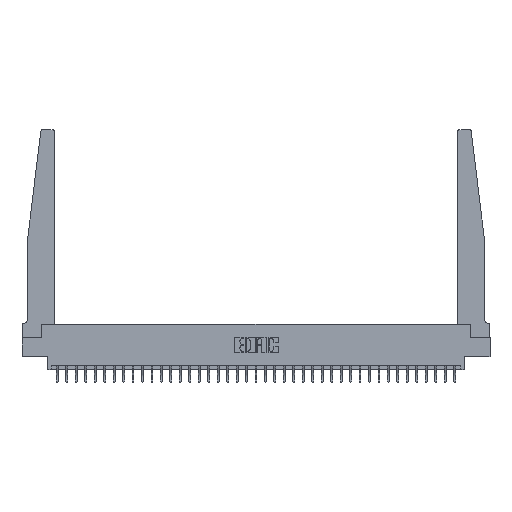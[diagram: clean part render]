
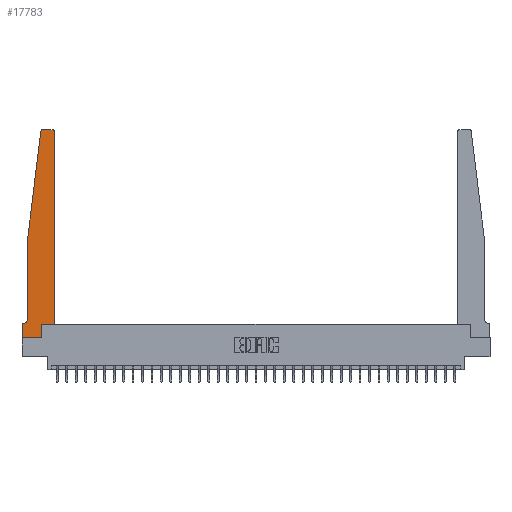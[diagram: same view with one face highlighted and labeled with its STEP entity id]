
A CAD part, top view. The second image highlights one B-rep face of the part: STEP entity #17783.
In plain terms, the highlighted planar face has unit normal (0, 0, 1).
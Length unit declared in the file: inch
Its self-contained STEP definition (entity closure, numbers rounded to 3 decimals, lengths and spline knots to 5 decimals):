
#201 = ORIENTED_EDGE ( 'NONE', *, *, #16574, .T. ) ;
#575 = DIRECTION ( 'NONE',  ( 0., 1., 0. ) ) ;
#1039 = DIRECTION ( 'NONE',  ( -1., 0., 0. ) ) ;
#1309 = CIRCLE ( 'NONE', #26232, 0.05 ) ;
#1709 = VECTOR ( 'NONE', #575, 39.37008 ) ;
#2458 = DIRECTION ( 'NONE',  ( 0., 1., 0. ) ) ;
#3438 = ORIENTED_EDGE ( 'NONE', *, *, #30925, .T. ) ;
#4747 = EDGE_CURVE ( 'NONE', #5947, #10695, #10911, .T. ) ;
#5062 = CARTESIAN_POINT ( 'NONE',  ( 0.015, 0.2375, 0.37 ) ) ;
#5107 = CARTESIAN_POINT ( 'NONE',  ( 0., 0., 0.37 ) ) ;
#5947 = VERTEX_POINT ( 'NONE', #17840 ) ;
#6178 = EDGE_LOOP ( 'NONE', ( #12067, #18818, #25115, #3438, #17456, #24610, #6503, #30723, #13742, #201, #20073, #7022 ) ) ;
#6279 = CARTESIAN_POINT ( 'NONE',  ( 0.065, 1.25, 0.37 ) ) ;
#6503 = ORIENTED_EDGE ( 'NONE', *, *, #4747, .T. ) ;
#6850 = CARTESIAN_POINT ( 'NONE',  ( 0.395, 2.75, 0.37 ) ) ;
#7022 = ORIENTED_EDGE ( 'NONE', *, *, #18688, .T. ) ;
#7227 = CARTESIAN_POINT ( 'NONE',  ( 0.065, 0.1875, 0.37 ) ) ;
#7236 = VECTOR ( 'NONE', #2458, 39.37008 ) ;
#7660 = DIRECTION ( 'NONE',  ( -1., 0., 0. ) ) ;
#8427 = CARTESIAN_POINT ( 'NONE',  ( 0.015, 0.1875, 0.37 ) ) ;
#8499 = CARTESIAN_POINT ( 'NONE',  ( 0.425, 0.18, 0.37 ) ) ;
#8629 = DIRECTION ( 'NONE',  ( 0., -1., 0. ) ) ;
#8842 = AXIS2_PLACEMENT_3D ( 'NONE', #13789, #31459, #16340 ) ;
#9289 = CARTESIAN_POINT ( 'NONE',  ( 0.2605, 0., 0.37 ) ) ;
#9469 = LINE ( 'NONE', #13528, #1709 ) ;
#9971 = CARTESIAN_POINT ( 'NONE',  ( 0.065, 1.25, 0.37 ) ) ;
#10073 = FACE_OUTER_BOUND ( 'NONE', #6178, .T. ) ;
#10695 = VERTEX_POINT ( 'NONE', #14495 ) ;
#10807 = CARTESIAN_POINT ( 'NONE',  ( 0.27653, 2.72, 0.37 ) ) ;
#10911 = LINE ( 'NONE', #14846, #30321 ) ;
#11580 = CARTESIAN_POINT ( 'NONE',  ( 0.425, 0.18, 0.37 ) ) ;
#12067 = ORIENTED_EDGE ( 'NONE', *, *, #19313, .T. ) ;
#12560 = DIRECTION ( 'NONE',  ( -0.122, -0.992, 0. ) ) ;
#12632 = PLANE ( 'NONE',  #22671 ) ;
#13141 = AXIS2_PLACEMENT_3D ( 'NONE', #10807, #28501, #13367 ) ;
#13216 = VECTOR ( 'NONE', #1039, 39.37008 ) ;
#13324 = LINE ( 'NONE', #26396, #14938 ) ;
#13357 = EDGE_CURVE ( 'NONE', #28163, #24917, #1309, .T. ) ;
#13367 = DIRECTION ( 'NONE',  ( 1., 0., 0. ) ) ;
#13528 = CARTESIAN_POINT ( 'NONE',  ( 0.2605, 0.18, 0.37 ) ) ;
#13556 = EDGE_CURVE ( 'NONE', #32466, #27049, #9469, .T. ) ;
#13742 = ORIENTED_EDGE ( 'NONE', *, *, #13556, .T. ) ;
#13789 = CARTESIAN_POINT ( 'NONE',  ( 0.395, 2.72, 0.37 ) ) ;
#14495 = CARTESIAN_POINT ( 'NONE',  ( 0., 0., 0.37 ) ) ;
#14846 = CARTESIAN_POINT ( 'NONE',  ( 0., 0., 0.37 ) ) ;
#14938 = VECTOR ( 'NONE', #8629, 39.37008 ) ;
#15200 = CARTESIAN_POINT ( 'NONE',  ( 0., 0.1875, 0.37 ) ) ;
#15531 = VECTOR ( 'NONE', #25388, 39.37008 ) ;
#15725 = CARTESIAN_POINT ( 'NONE',  ( 0.065, 0.2375, 0.37 ) ) ;
#15901 = CARTESIAN_POINT ( 'NONE',  ( 0.2605, 0.18, 0.37 ) ) ;
#16340 = DIRECTION ( 'NONE',  ( 1., 0., 0. ) ) ;
#16574 = EDGE_CURVE ( 'NONE', #27049, #16707, #24818, .T. ) ;
#16707 = VERTEX_POINT ( 'NONE', #11580 ) ;
#17456 = ORIENTED_EDGE ( 'NONE', *, *, #13357, .T. ) ;
#17706 = DIRECTION ( 'NONE',  ( 1., 0., 0. ) ) ;
#17783 = ADVANCED_FACE ( 'NONE', ( #10073 ), #12632, .T. ) ;
#17840 = CARTESIAN_POINT ( 'NONE',  ( 0., 0.1875, 0.37 ) ) ;
#17889 = LINE ( 'NONE', #5107, #15531 ) ;
#18243 = VECTOR ( 'NONE', #12560, 39.37008 ) ;
#18335 = VERTEX_POINT ( 'NONE', #19994 ) ;
#18688 = EDGE_CURVE ( 'NONE', #19816, #20369, #25059, .T. ) ;
#18818 = ORIENTED_EDGE ( 'NONE', *, *, #28992, .T. ) ;
#19313 = EDGE_CURVE ( 'NONE', #20369, #22704, #20715, .T. ) ;
#19816 = VERTEX_POINT ( 'NONE', #25116 ) ;
#19994 = CARTESIAN_POINT ( 'NONE',  ( 0.24675, 2.72367, 0.37 ) ) ;
#20073 = ORIENTED_EDGE ( 'NONE', *, *, #31354, .T. ) ;
#20369 = VERTEX_POINT ( 'NONE', #6850 ) ;
#20599 = LINE ( 'NONE', #7227, #25737 ) ;
#20715 = LINE ( 'NONE', #31636, #13216 ) ;
#22671 = AXIS2_PLACEMENT_3D ( 'NONE', #15200, #32842, #17706 ) ;
#22704 = VERTEX_POINT ( 'NONE', #27987 ) ;
#22906 = DIRECTION ( 'NONE',  ( 0., 0., -1. ) ) ;
#24610 = ORIENTED_EDGE ( 'NONE', *, *, #27499, .T. ) ;
#24818 = LINE ( 'NONE', #8499, #30744 ) ;
#24867 = DIRECTION ( 'NONE',  ( 0., -1., 0. ) ) ;
#24917 = VERTEX_POINT ( 'NONE', #8427 ) ;
#25059 = CIRCLE ( 'NONE', #8842, 0.03 ) ;
#25115 = ORIENTED_EDGE ( 'NONE', *, *, #27549, .T. ) ;
#25116 = CARTESIAN_POINT ( 'NONE',  ( 0.425, 2.72, 0.37 ) ) ;
#25306 = CIRCLE ( 'NONE', #13141, 0.03 ) ;
#25388 = DIRECTION ( 'NONE',  ( 1., 0., 0. ) ) ;
#25737 = VECTOR ( 'NONE', #27587, 39.37008 ) ;
#26232 = AXIS2_PLACEMENT_3D ( 'NONE', #5062, #22906, #7660 ) ;
#26396 = CARTESIAN_POINT ( 'NONE',  ( 0.065, 1.25, 0.37 ) ) ;
#26910 = EDGE_CURVE ( 'NONE', #10695, #32466, #17889, .T. ) ;
#27049 = VERTEX_POINT ( 'NONE', #15901 ) ;
#27499 = EDGE_CURVE ( 'NONE', #24917, #5947, #20599, .T. ) ;
#27536 = LINE ( 'NONE', #33004, #7236 ) ;
#27549 = EDGE_CURVE ( 'NONE', #18335, #27831, #31687, .T. ) ;
#27587 = DIRECTION ( 'NONE',  ( -1., 0., 0. ) ) ;
#27831 = VERTEX_POINT ( 'NONE', #6279 ) ;
#27987 = CARTESIAN_POINT ( 'NONE',  ( 0.27653, 2.75, 0.37 ) ) ;
#28163 = VERTEX_POINT ( 'NONE', #15725 ) ;
#28501 = DIRECTION ( 'NONE',  ( 0., 0., 1. ) ) ;
#28813 = DIRECTION ( 'NONE',  ( 1., 0., 0. ) ) ;
#28992 = EDGE_CURVE ( 'NONE', #22704, #18335, #25306, .T. ) ;
#30321 = VECTOR ( 'NONE', #24867, 39.37008 ) ;
#30723 = ORIENTED_EDGE ( 'NONE', *, *, #26910, .T. ) ;
#30744 = VECTOR ( 'NONE', #28813, 39.37008 ) ;
#30925 = EDGE_CURVE ( 'NONE', #27831, #28163, #13324, .T. ) ;
#31354 = EDGE_CURVE ( 'NONE', #16707, #19816, #27536, .T. ) ;
#31459 = DIRECTION ( 'NONE',  ( 0., 0., 1. ) ) ;
#31636 = CARTESIAN_POINT ( 'NONE',  ( 0.25, 2.75, 0.37 ) ) ;
#31687 = LINE ( 'NONE', #9971, #18243 ) ;
#32466 = VERTEX_POINT ( 'NONE', #9289 ) ;
#32842 = DIRECTION ( 'NONE',  ( 0., 0., 1. ) ) ;
#33004 = CARTESIAN_POINT ( 'NONE',  ( 0.425, 0.18, 0.37 ) ) ;
